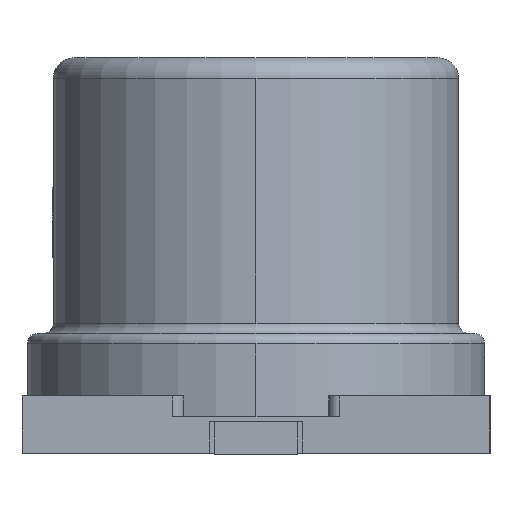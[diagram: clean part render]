
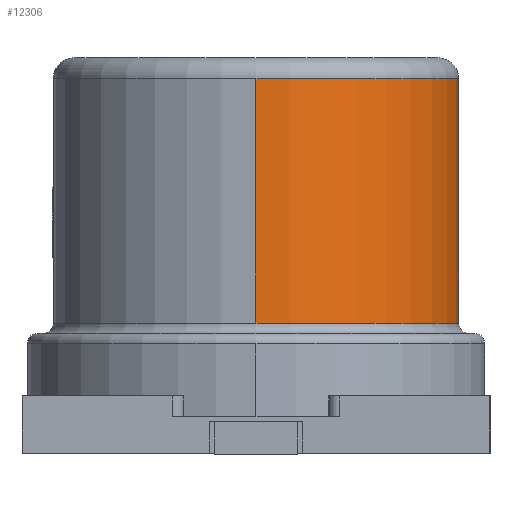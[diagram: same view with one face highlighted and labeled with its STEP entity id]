
A CAD part, left-side view. The second image highlights one B-rep face of the part: STEP entity #12306.
In plain terms, the highlighted cylindrical face has radius 1.95 mm (diameter 3.9 mm), a partial arc.
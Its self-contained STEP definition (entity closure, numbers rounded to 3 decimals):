
#84 = EDGE_CURVE ( 'NONE', #5880, #3871, #16508, .T. ) ;
#444 = ORIENTED_EDGE ( 'NONE', *, *, #10625, .T. ) ;
#939 = CARTESIAN_POINT ( 'NONE',  ( -3.1, -1.95, 18.427 ) ) ;
#1393 = DIRECTION ( 'NONE',  ( 0., 0., -1. ) ) ;
#1468 = DIRECTION ( 'NONE',  ( 1., 0., 0. ) ) ;
#1828 = VECTOR ( 'NONE', #1393, 1000. ) ;
#1843 = EDGE_LOOP ( 'NONE', ( #9817, #444, #11213, #6108 ) ) ;
#2380 = CARTESIAN_POINT ( 'NONE',  ( -5.05, 0., 18.427 ) ) ;
#2973 = DIRECTION ( 'NONE',  ( 0., 0., 1. ) ) ;
#3237 = CYLINDRICAL_SURFACE ( 'NONE', #7775, 1.95 ) ;
#3653 = DIRECTION ( 'NONE',  ( 0., 0., -1. ) ) ;
#3871 = VERTEX_POINT ( 'NONE', #14204 ) ;
#3930 = CARTESIAN_POINT ( 'NONE',  ( -3.1, 0., 18.427 ) ) ;
#4813 = EDGE_CURVE ( 'NONE', #5880, #14240, #17094, .T. ) ;
#5258 = DIRECTION ( 'NONE',  ( 1., 0., 0. ) ) ;
#5689 = CARTESIAN_POINT ( 'NONE',  ( -3.1, -1.95, 1.25 ) ) ;
#5880 = VERTEX_POINT ( 'NONE', #17415 ) ;
#6108 = ORIENTED_EDGE ( 'NONE', *, *, #4813, .F. ) ;
#6219 = CARTESIAN_POINT ( 'NONE',  ( -5.05, 0., 1.25 ) ) ;
#7589 = VECTOR ( 'NONE', #11730, 1000. ) ;
#7775 = AXIS2_PLACEMENT_3D ( 'NONE', #3930, #10693, #9324 ) ;
#9218 = CARTESIAN_POINT ( 'NONE',  ( -3.1, 0., 3.6 ) ) ;
#9324 = DIRECTION ( 'NONE',  ( -1., 0., 0. ) ) ;
#9817 = ORIENTED_EDGE ( 'NONE', *, *, #84, .T. ) ;
#10625 = EDGE_CURVE ( 'NONE', #3871, #10733, #16030, .T. ) ;
#10693 = DIRECTION ( 'NONE',  ( 0., 0., -1. ) ) ;
#10733 = VERTEX_POINT ( 'NONE', #6219 ) ;
#11213 = ORIENTED_EDGE ( 'NONE', *, *, #12918, .T. ) ;
#11730 = DIRECTION ( 'NONE',  ( 0., 0., -1. ) ) ;
#12069 = AXIS2_PLACEMENT_3D ( 'NONE', #16465, #2973, #1468 ) ;
#12306 = ADVANCED_FACE ( 'NONE', ( #15437 ), #3237, .T. ) ;
#12918 = EDGE_CURVE ( 'NONE', #10733, #14240, #17500, .T. ) ;
#14204 = CARTESIAN_POINT ( 'NONE',  ( -5.05, 0., 3.6 ) ) ;
#14240 = VERTEX_POINT ( 'NONE', #5689 ) ;
#15437 = FACE_OUTER_BOUND ( 'NONE', #1843, .T. ) ;
#15644 = AXIS2_PLACEMENT_3D ( 'NONE', #9218, #3653, #5258 ) ;
#16030 = LINE ( 'NONE', #2380, #1828 ) ;
#16465 = CARTESIAN_POINT ( 'NONE',  ( -3.1, 0., 1.25 ) ) ;
#16508 = CIRCLE ( 'NONE', #15644, 1.95 ) ;
#17094 = LINE ( 'NONE', #939, #7589 ) ;
#17415 = CARTESIAN_POINT ( 'NONE',  ( -3.1, -1.95, 3.6 ) ) ;
#17500 = CIRCLE ( 'NONE', #12069, 1.95 ) ;
